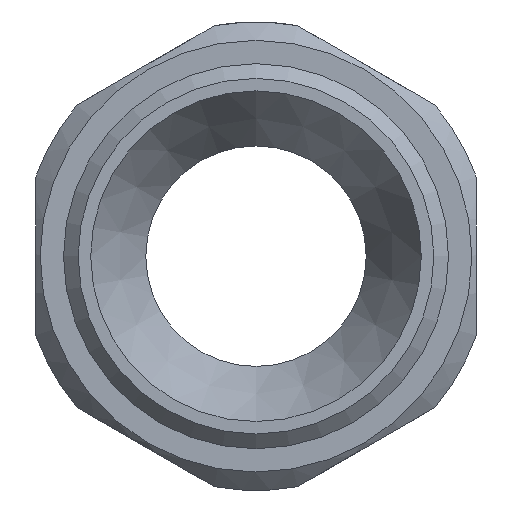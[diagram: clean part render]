
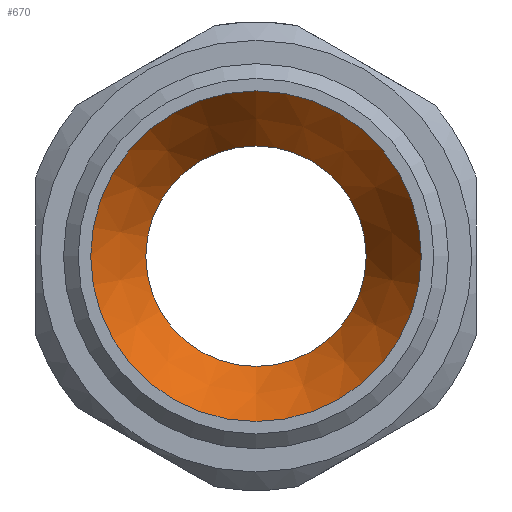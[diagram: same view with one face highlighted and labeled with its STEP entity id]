
A CAD part, left-side view. The second image highlights one B-rep face of the part: STEP entity #670.
In plain terms, the highlighted conical face has half-angle 30 degrees and reference radius 9 mm.
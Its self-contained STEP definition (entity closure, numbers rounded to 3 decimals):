
#40=CONICAL_SURFACE('',#736,9.,0.524);
#183=ORIENTED_EDGE('',*,*,#238,.T.);
#184=ORIENTED_EDGE('',*,*,#186,.T.);
#186=EDGE_CURVE('',#240,#240,#282,.T.);
#238=EDGE_CURVE('',#280,#280,#310,.F.);
#240=VERTEX_POINT('',#878);
#280=VERTEX_POINT('',#1054);
#282=CIRCLE('',#678,9.);
#310=CIRCLE('',#726,6.);
#359=EDGE_LOOP('',(#183));
#360=EDGE_LOOP('',(#184));
#409=FACE_BOUND('',#359,.T.);
#410=FACE_BOUND('',#360,.T.);
#670=ADVANCED_FACE('',(#409,#410),#40,.F.);
#678=AXIS2_PLACEMENT_3D('',#877,#743,#744);
#726=AXIS2_PLACEMENT_3D('',#1053,#851,#852);
#736=AXIS2_PLACEMENT_3D('',#1064,#871,#872);
#743=DIRECTION('',(-1.,0.,0.));
#744=DIRECTION('',(0.,0.,1.));
#851=DIRECTION('',(-1.,0.,0.));
#852=DIRECTION('',(0.,0.,1.));
#871=DIRECTION('',(-1.,0.,0.));
#872=DIRECTION('',(0.,0.,1.));
#877=CARTESIAN_POINT('',(0.,0.,0.));
#878=CARTESIAN_POINT('',(0.,0.,9.));
#1053=CARTESIAN_POINT('',(5.196,0.,0.));
#1054=CARTESIAN_POINT('',(5.196,0.,6.));
#1064=CARTESIAN_POINT('',(0.,0.,0.));
